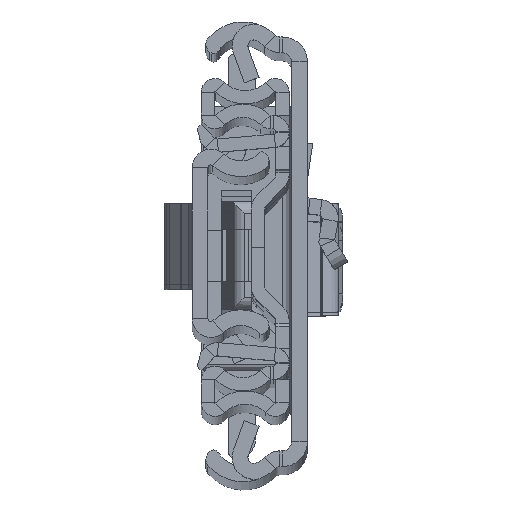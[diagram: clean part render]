
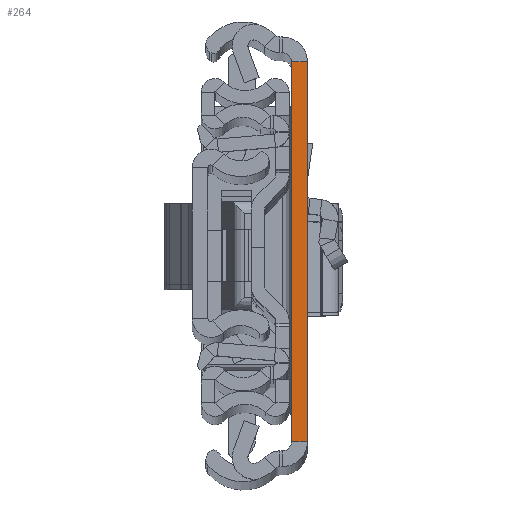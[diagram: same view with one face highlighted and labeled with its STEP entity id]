
A CAD part, top view. The second image highlights one B-rep face of the part: STEP entity #264.
In plain terms, the highlighted planar face has unit normal (0, 0, 1).
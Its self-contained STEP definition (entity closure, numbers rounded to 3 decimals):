
#264 = ADVANCED_FACE ( 'NONE', ( #4410 ), #11614, .F. ) ;
#453 = VERTEX_POINT ( 'NONE', #14001 ) ;
#761 = CARTESIAN_POINT ( 'NONE',  ( 2.6, 31.5, 0. ) ) ;
#2107 = VECTOR ( 'NONE', #11739, 1000. ) ;
#2700 = EDGE_CURVE ( 'NONE', #17323, #15032, #17493, .T. ) ;
#2760 = VECTOR ( 'NONE', #6920, 1000. ) ;
#3054 = DIRECTION ( 'NONE',  ( 0., 1., 0. ) ) ;
#3526 = AXIS2_PLACEMENT_3D ( 'NONE', #13099, #19461, #3054 ) ;
#3913 = ORIENTED_EDGE ( 'NONE', *, *, #2700, .F. ) ;
#3958 = LINE ( 'NONE', #4051, #9056 ) ;
#4051 = CARTESIAN_POINT ( 'NONE',  ( 2.6, -31.5, 0. ) ) ;
#4410 = FACE_OUTER_BOUND ( 'NONE', #10423, .T. ) ;
#5017 = ORIENTED_EDGE ( 'NONE', *, *, #16476, .T. ) ;
#6438 = VERTEX_POINT ( 'NONE', #16922 ) ;
#6631 = CARTESIAN_POINT ( 'NONE',  ( 0., -31.5, 0. ) ) ;
#6920 = DIRECTION ( 'NONE',  ( 1., 0., 0. ) ) ;
#7485 = VECTOR ( 'NONE', #19080, 1000. ) ;
#8502 = DIRECTION ( 'NONE',  ( 0., 1., 0. ) ) ;
#9056 = VECTOR ( 'NONE', #8502, 1000. ) ;
#9490 = CARTESIAN_POINT ( 'NONE',  ( 0., 31.5, 0. ) ) ;
#10235 = ORIENTED_EDGE ( 'NONE', *, *, #16588, .T. ) ;
#10423 = EDGE_LOOP ( 'NONE', ( #3913, #16679, #5017, #10235 ) ) ;
#11614 = PLANE ( 'NONE',  #3526 ) ;
#11739 = DIRECTION ( 'NONE',  ( 1., 0., 0. ) ) ;
#13099 = CARTESIAN_POINT ( 'NONE',  ( 2.6, -31.5, 0. ) ) ;
#13117 = CARTESIAN_POINT ( 'NONE',  ( 2.6, 31.5, 0. ) ) ;
#14001 = CARTESIAN_POINT ( 'NONE',  ( 0., -31.5, 0. ) ) ;
#14156 = LINE ( 'NONE', #18901, #2760 ) ;
#15032 = VERTEX_POINT ( 'NONE', #761 ) ;
#15727 = LINE ( 'NONE', #6631, #7485 ) ;
#16476 = EDGE_CURVE ( 'NONE', #453, #6438, #14156, .T. ) ;
#16498 = EDGE_CURVE ( 'NONE', #453, #17323, #15727, .T. ) ;
#16588 = EDGE_CURVE ( 'NONE', #6438, #15032, #3958, .T. ) ;
#16679 = ORIENTED_EDGE ( 'NONE', *, *, #16498, .F. ) ;
#16922 = CARTESIAN_POINT ( 'NONE',  ( 2.6, -31.5, 0. ) ) ;
#17323 = VERTEX_POINT ( 'NONE', #9490 ) ;
#17493 = LINE ( 'NONE', #13117, #2107 ) ;
#18901 = CARTESIAN_POINT ( 'NONE',  ( 2.6, -31.5, 0. ) ) ;
#19080 = DIRECTION ( 'NONE',  ( 0., 1., 0. ) ) ;
#19461 = DIRECTION ( 'NONE',  ( 0., 0., -1. ) ) ;
